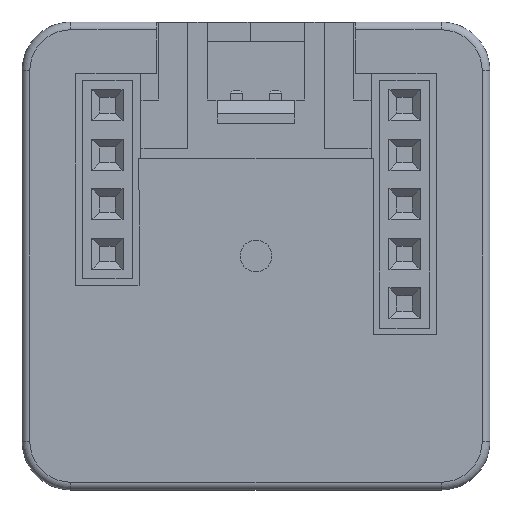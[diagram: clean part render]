
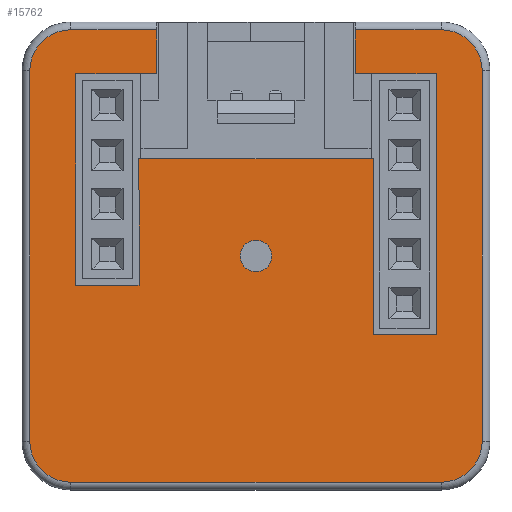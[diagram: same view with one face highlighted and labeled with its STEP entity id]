
A CAD part, front view. The second image highlights one B-rep face of the part: STEP entity #15762.
In plain terms, the highlighted planar face has unit normal (0, -1, 0).
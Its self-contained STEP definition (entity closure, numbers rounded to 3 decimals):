
#747=CIRCLE('',#17154,2.1);
#751=CIRCLE('',#17160,2.1);
#755=CIRCLE('',#17166,2.1);
#759=CIRCLE('',#17172,2.1);
#761=CIRCLE('',#17176,0.812);
#879=FACE_BOUND('',#2633,.T.);
#1710=FACE_OUTER_BOUND('',#2632,.T.);
#2632=EDGE_LOOP('',(#13582,#13583,#13584,#13585,#13586,#13587,#13588,#13589,
#13590,#13591,#13592,#13593,#13594,#13595,#13596,#13597,#13598,#13599,#13600,
#13601));
#2633=EDGE_LOOP('',(#13602));
#4229=LINE('',#25716,#5964);
#4241=LINE('',#25743,#5976);
#4243=LINE('',#25749,#5978);
#4244=LINE('',#25760,#5979);
#4246=LINE('',#25772,#5981);
#4248=LINE('',#25784,#5983);
#4250=LINE('',#25793,#5985);
#4252=LINE('',#25797,#5987);
#4253=LINE('',#25799,#5988);
#4254=LINE('',#25801,#5989);
#4255=LINE('',#25803,#5990);
#4256=LINE('',#25805,#5991);
#4257=LINE('',#25807,#5992);
#4258=LINE('',#25809,#5993);
#4259=LINE('',#25811,#5994);
#4260=LINE('',#25812,#5995);
#5964=VECTOR('',#21138,10.);
#5976=VECTOR('',#21158,10.);
#5978=VECTOR('',#21164,10.);
#5979=VECTOR('',#21177,10.);
#5981=VECTOR('',#21191,10.);
#5983=VECTOR('',#21205,10.);
#5985=VECTOR('',#21217,10.);
#5987=VECTOR('',#21221,10.);
#5988=VECTOR('',#21222,10.);
#5989=VECTOR('',#21223,10.);
#5990=VECTOR('',#21224,10.);
#5991=VECTOR('',#21225,10.);
#5992=VECTOR('',#21226,10.);
#5993=VECTOR('',#21227,10.);
#5994=VECTOR('',#21228,10.);
#5995=VECTOR('',#21229,10.);
#7385=VERTEX_POINT('',#25706);
#7389=VERTEX_POINT('',#25714);
#7396=VERTEX_POINT('',#25733);
#7400=VERTEX_POINT('',#25741);
#7402=VERTEX_POINT('',#25747);
#7404=VERTEX_POINT('',#25752);
#7406=VERTEX_POINT('',#25758);
#7408=VERTEX_POINT('',#25764);
#7410=VERTEX_POINT('',#25770);
#7412=VERTEX_POINT('',#25776);
#7414=VERTEX_POINT('',#25782);
#7416=VERTEX_POINT('',#25788);
#7417=VERTEX_POINT('',#25796);
#7418=VERTEX_POINT('',#25798);
#7419=VERTEX_POINT('',#25800);
#7420=VERTEX_POINT('',#25802);
#7421=VERTEX_POINT('',#25804);
#7422=VERTEX_POINT('',#25806);
#7423=VERTEX_POINT('',#25808);
#7424=VERTEX_POINT('',#25810);
#7425=VERTEX_POINT('',#25813);
#9480=EDGE_CURVE('',#7389,#7385,#4229,.T.);
#9493=EDGE_CURVE('',#7400,#7396,#4241,.T.);
#9496=EDGE_CURVE('',#7402,#7400,#4243,.T.);
#9498=EDGE_CURVE('',#7404,#7402,#747,.T.);
#9501=EDGE_CURVE('',#7406,#7404,#4244,.T.);
#9504=EDGE_CURVE('',#7408,#7406,#751,.T.);
#9507=EDGE_CURVE('',#7410,#7408,#4246,.T.);
#9510=EDGE_CURVE('',#7412,#7410,#755,.T.);
#9513=EDGE_CURVE('',#7414,#7412,#4248,.T.);
#9516=EDGE_CURVE('',#7416,#7414,#759,.T.);
#9518=EDGE_CURVE('',#7416,#7385,#4250,.T.);
#9520=EDGE_CURVE('',#7417,#7389,#4252,.T.);
#9521=EDGE_CURVE('',#7417,#7418,#4253,.T.);
#9522=EDGE_CURVE('',#7418,#7419,#4254,.T.);
#9523=EDGE_CURVE('',#7419,#7420,#4255,.T.);
#9524=EDGE_CURVE('',#7420,#7421,#4256,.T.);
#9525=EDGE_CURVE('',#7421,#7422,#4257,.T.);
#9526=EDGE_CURVE('',#7422,#7423,#4258,.T.);
#9527=EDGE_CURVE('',#7423,#7424,#4259,.T.);
#9528=EDGE_CURVE('',#7424,#7396,#4260,.T.);
#9529=EDGE_CURVE('',#7425,#7425,#761,.F.);
#13582=ORIENTED_EDGE('',*,*,#9496,.F.);
#13583=ORIENTED_EDGE('',*,*,#9498,.F.);
#13584=ORIENTED_EDGE('',*,*,#9501,.F.);
#13585=ORIENTED_EDGE('',*,*,#9504,.F.);
#13586=ORIENTED_EDGE('',*,*,#9507,.F.);
#13587=ORIENTED_EDGE('',*,*,#9510,.F.);
#13588=ORIENTED_EDGE('',*,*,#9513,.F.);
#13589=ORIENTED_EDGE('',*,*,#9516,.F.);
#13590=ORIENTED_EDGE('',*,*,#9518,.T.);
#13591=ORIENTED_EDGE('',*,*,#9480,.F.);
#13592=ORIENTED_EDGE('',*,*,#9520,.F.);
#13593=ORIENTED_EDGE('',*,*,#9521,.T.);
#13594=ORIENTED_EDGE('',*,*,#9522,.T.);
#13595=ORIENTED_EDGE('',*,*,#9523,.T.);
#13596=ORIENTED_EDGE('',*,*,#9524,.T.);
#13597=ORIENTED_EDGE('',*,*,#9525,.T.);
#13598=ORIENTED_EDGE('',*,*,#9526,.T.);
#13599=ORIENTED_EDGE('',*,*,#9527,.T.);
#13600=ORIENTED_EDGE('',*,*,#9528,.T.);
#13601=ORIENTED_EDGE('',*,*,#9493,.F.);
#13602=ORIENTED_EDGE('',*,*,#9529,.T.);
#14915=PLANE('',#17175);
#15762=ADVANCED_FACE('',(#1710,#879),#14915,.F.);
#17154=AXIS2_PLACEMENT_3D('',#25754,#21169,#21170);
#17160=AXIS2_PLACEMENT_3D('',#25766,#21183,#21184);
#17166=AXIS2_PLACEMENT_3D('',#25778,#21197,#21198);
#17172=AXIS2_PLACEMENT_3D('',#25790,#21211,#21212);
#17175=AXIS2_PLACEMENT_3D('',#25795,#21219,#21220);
#17176=AXIS2_PLACEMENT_3D('',#25814,#21230,#21231);
#21138=DIRECTION('',(0.,0.,1.));
#21158=DIRECTION('',(0.,0.,-1.));
#21164=DIRECTION('',(1.,0.,0.));
#21169=DIRECTION('center_axis',(0.,1.,0.));
#21170=DIRECTION('ref_axis',(-0.707,0.,0.707));
#21177=DIRECTION('',(0.,0.,1.));
#21183=DIRECTION('center_axis',(0.,1.,0.));
#21184=DIRECTION('ref_axis',(-0.707,0.,-0.707));
#21191=DIRECTION('',(-1.,0.,0.));
#21197=DIRECTION('center_axis',(0.,1.,0.));
#21198=DIRECTION('ref_axis',(0.707,0.,-0.707));
#21205=DIRECTION('',(0.,0.,-1.));
#21211=DIRECTION('center_axis',(0.,1.,0.));
#21212=DIRECTION('ref_axis',(0.707,0.,0.707));
#21217=DIRECTION('',(-1.,0.,0.));
#21219=DIRECTION('center_axis',(0.,1.,0.));
#21220=DIRECTION('ref_axis',(1.,0.,0.));
#21221=DIRECTION('',(-1.,0.,0.));
#21222=DIRECTION('',(0.,0.,-1.));
#21223=DIRECTION('',(-1.,0.,0.));
#21224=DIRECTION('',(0.,0.,1.));
#21225=DIRECTION('',(-1.,0.,0.));
#21226=DIRECTION('',(0.,0.,-1.));
#21227=DIRECTION('',(-1.,0.,0.));
#21228=DIRECTION('',(0.,0.,1.));
#21229=DIRECTION('',(1.,0.,0.));
#21230=DIRECTION('center_axis',(0.,-1.,0.));
#21231=DIRECTION('ref_axis',(1.,0.,0.));
#25706=CARTESIAN_POINT('',(5.1,0.,11.6));
#25714=CARTESIAN_POINT('',(5.1,0.,9.35));
#25716=CARTESIAN_POINT('',(5.1,0.,11.6));
#25733=CARTESIAN_POINT('',(-5.1,0.,9.35));
#25741=CARTESIAN_POINT('',(-5.1,0.,11.6));
#25743=CARTESIAN_POINT('',(-5.1,0.,9.35));
#25747=CARTESIAN_POINT('',(-9.5,0.,11.6));
#25749=CARTESIAN_POINT('',(-4.75,0.,11.6));
#25752=CARTESIAN_POINT('',(-11.6,0.,9.5));
#25754=CARTESIAN_POINT('Origin',(-9.5,0.,9.5));
#25758=CARTESIAN_POINT('',(-11.6,0.,-9.5));
#25760=CARTESIAN_POINT('',(-11.6,0.,-4.75));
#25764=CARTESIAN_POINT('',(-9.5,0.,-11.6));
#25766=CARTESIAN_POINT('Origin',(-9.5,0.,-9.5));
#25770=CARTESIAN_POINT('',(9.5,0.,-11.6));
#25772=CARTESIAN_POINT('',(4.75,0.,-11.6));
#25776=CARTESIAN_POINT('',(11.6,0.,-9.5));
#25778=CARTESIAN_POINT('Origin',(9.5,0.,-9.5));
#25782=CARTESIAN_POINT('',(11.6,0.,9.5));
#25784=CARTESIAN_POINT('',(11.6,0.,4.75));
#25788=CARTESIAN_POINT('',(9.5,0.,11.6));
#25790=CARTESIAN_POINT('Origin',(9.5,0.,9.5));
#25793=CARTESIAN_POINT('',(6.,0.,11.6));
#25795=CARTESIAN_POINT('Origin',(0.,0.,0.));
#25796=CARTESIAN_POINT('',(9.24,0.,9.35));
#25797=CARTESIAN_POINT('',(6.,0.,9.35));
#25798=CARTESIAN_POINT('',(9.24,0.,-4.05));
#25799=CARTESIAN_POINT('',(9.24,0.,4.675));
#25800=CARTESIAN_POINT('',(6.,0.,-4.05));
#25801=CARTESIAN_POINT('',(4.62,0.,-4.05));
#25802=CARTESIAN_POINT('',(6.,0.,5.));
#25803=CARTESIAN_POINT('',(6.,0.,-2.025));
#25804=CARTESIAN_POINT('',(-6.,0.,5.));
#25805=CARTESIAN_POINT('',(3.,0.,5.));
#25806=CARTESIAN_POINT('',(-6.,0.,-1.51));
#25807=CARTESIAN_POINT('',(-6.,0.,4.675));
#25808=CARTESIAN_POINT('',(-9.24,0.,-1.51));
#25809=CARTESIAN_POINT('',(-3.,0.,-1.51));
#25810=CARTESIAN_POINT('',(-9.24,0.,9.35));
#25811=CARTESIAN_POINT('',(-9.24,0.,-0.755));
#25812=CARTESIAN_POINT('',(-6.,0.,9.35));
#25813=CARTESIAN_POINT('',(-0.812,0.,0.));
#25814=CARTESIAN_POINT('Origin',(0.,0.,0.));
